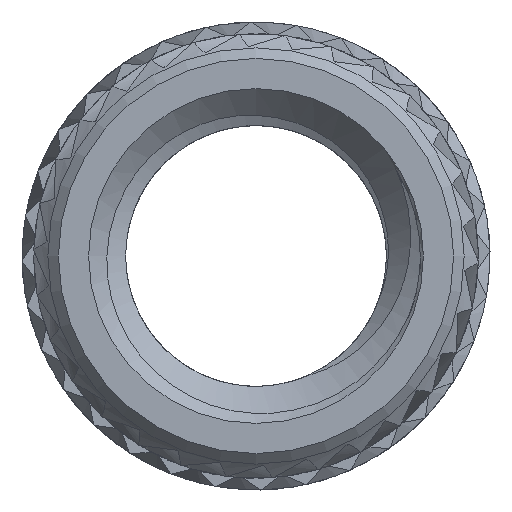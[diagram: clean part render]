
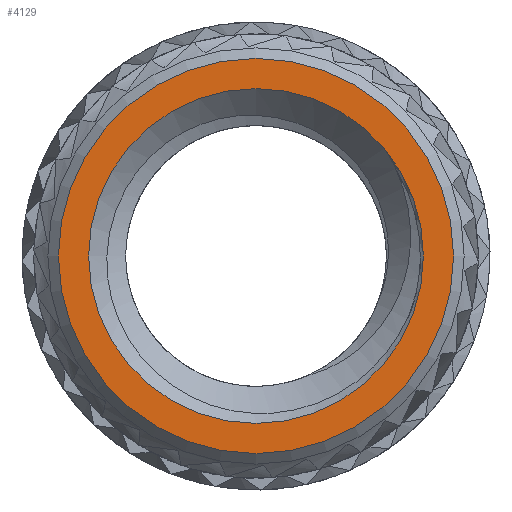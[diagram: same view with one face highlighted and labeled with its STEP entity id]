
A CAD part, front view. The second image highlights one B-rep face of the part: STEP entity #4129.
In plain terms, the highlighted planar face has unit normal (0, -1, 0).
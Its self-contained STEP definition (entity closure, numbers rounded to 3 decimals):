
#146=FACE_BOUND('',#893,.T.);
#151=PLANE('',#4430);
#646=FACE_OUTER_BOUND('',#892,.T.);
#892=EDGE_LOOP('',(#3849));
#893=EDGE_LOOP('',(#3850));
#898=CIRCLE('',#4157,2.543);
#906=CIRCLE('',#4168,3.002);
#1524=VERTEX_POINT('',#5674);
#1533=VERTEX_POINT('',#5733);
#1940=EDGE_CURVE('',#1524,#1524,#898,.T.);
#1953=EDGE_CURVE('',#1533,#1533,#906,.T.);
#3849=ORIENTED_EDGE('',*,*,#1953,.T.);
#3850=ORIENTED_EDGE('',*,*,#1940,.F.);
#4129=ADVANCED_FACE('',(#646,#146),#151,.T.);
#4157=AXIS2_PLACEMENT_3D('',#5676,#4468,#4469);
#4168=AXIS2_PLACEMENT_3D('',#5735,#4493,#4494);
#4430=AXIS2_PLACEMENT_3D('',#11842,#5144,#5145);
#4468=DIRECTION('center_axis',(0.,-1.,0.));
#4469=DIRECTION('ref_axis',(1.,0.,0.));
#4493=DIRECTION('center_axis',(0.,-1.,0.));
#4494=DIRECTION('ref_axis',(1.,0.,0.));
#5144=DIRECTION('center_axis',(0.,-1.,0.));
#5145=DIRECTION('ref_axis',(1.,0.,0.));
#5674=CARTESIAN_POINT('',(-2.543,-2.858,0.));
#5676=CARTESIAN_POINT('Origin',(0.,-2.858,0.));
#5733=CARTESIAN_POINT('',(3.002,-2.858,0.));
#5735=CARTESIAN_POINT('Origin',(0.,-2.858,0.));
#11842=CARTESIAN_POINT('Origin',(2.5,-2.858,0.));
